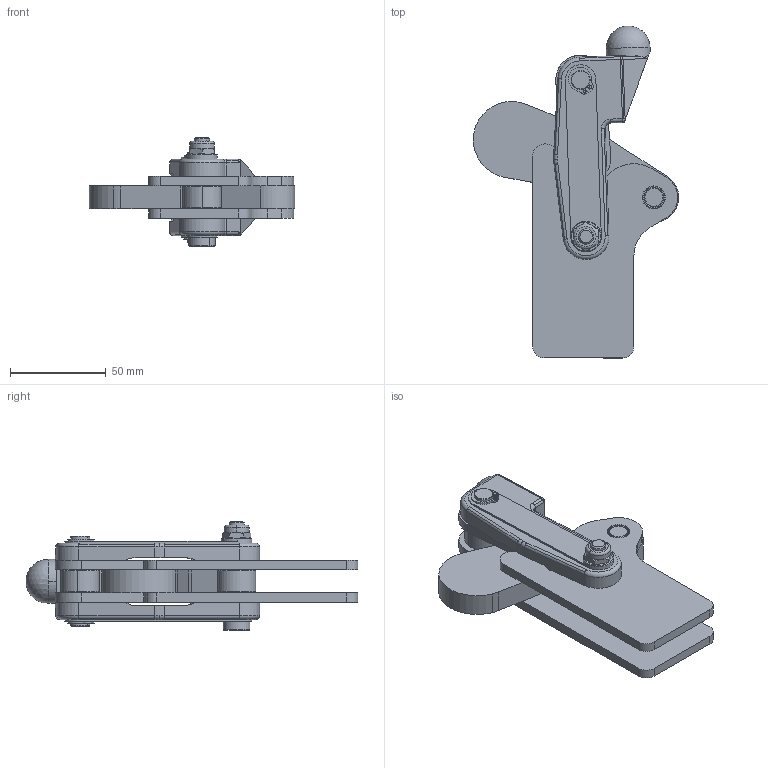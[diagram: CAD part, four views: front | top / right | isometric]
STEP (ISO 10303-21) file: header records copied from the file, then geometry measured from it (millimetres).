
FILE_DESCRIPTION((''),'2;1');
FILE_NAME('605.stp','2005-09-01T12:03:14',('CAD'),(''),'Autodesk Inventor 8','Autodesk Inventor 8','');
FILE_SCHEMA(('AUTOMOTIVE_DESIGN { 1 0 10303 214 1 1 1 1 }'));
Length unit declared in the file: millimetre
Products named in the file (1): Part65
Bounding box: 107.51 x 173.74 x 57 mm (x, y, z)
Volume: 198744 mm3; surface area: 54739.1 mm2
Topology: 1 solids, 112 shells, 2026 faces, 5973 edges, 3938 vertices
Faces by surface type: plane 1413, cylinder 364, cone 118, bspline 114, torus 12, sphere 5
Entity records: 68360 total; most frequent: CARTESIAN_POINT 17312, ORIENTED_EDGE 11930, DIRECTION 9809, EDGE_CURVE 5965, VERTEX_POINT 3936, AXIS2_PLACEMENT_3D 3563, VECTOR 2683, LINE 2683
